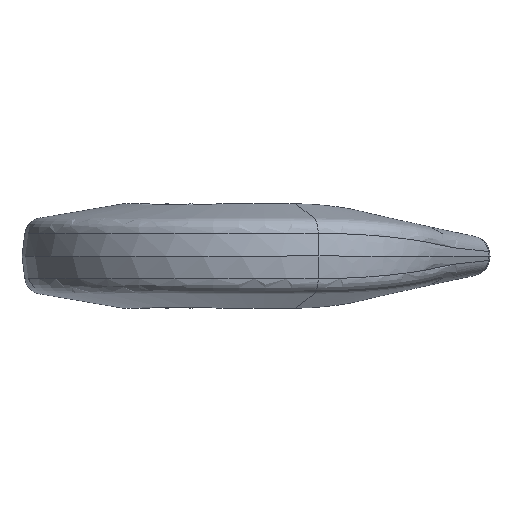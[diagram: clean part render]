
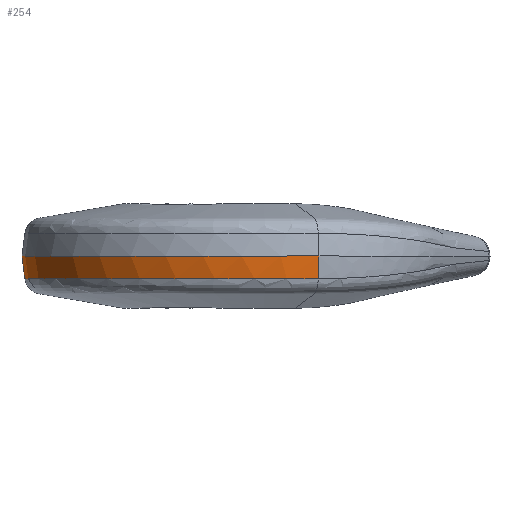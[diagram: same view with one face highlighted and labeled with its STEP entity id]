
A CAD part, front view. The second image highlights one B-rep face of the part: STEP entity #254.
In plain terms, the highlighted conical face has half-angle 7 degrees and reference radius 100 mm.
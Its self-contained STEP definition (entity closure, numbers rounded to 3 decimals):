
#254=ADVANCED_FACE('',(#706),#707,.T.);
#706=FACE_OUTER_BOUND('',#1361,.T.);
#707=CONICAL_SURFACE('',#1362,100.,0.122);
#1361=EDGE_LOOP('',(#29749,#29750,#29751,#29752));
#1362=AXIS2_PLACEMENT_3D('',#29753,#29754,#29755);
#29749=ORIENTED_EDGE('',*,*,#31358,.F.);
#29750=ORIENTED_EDGE('',*,*,#31359,.T.);
#29751=ORIENTED_EDGE('',*,*,#31360,.T.);
#29752=ORIENTED_EDGE('',*,*,#31361,.T.);
#29753=CARTESIAN_POINT('',(-4.5,-1.0,0.0));
#29754=DIRECTION('',(0.0,-0.0,1.0));
#29755=DIRECTION('',(-1.0,0.0,0.0));
#31358=EDGE_CURVE('',#32130,#32131,#32132,.T.);
#31359=EDGE_CURVE('',#32130,#32133,#32134,.T.);
#31360=EDGE_CURVE('',#32133,#32135,#32136,.T.);
#31361=EDGE_CURVE('',#32135,#32131,#32137,.T.);
#32130=VERTEX_POINT('',#33560);
#32131=VERTEX_POINT('',#33561);
#32132=LINE('',#33562,#33563);
#32133=VERTEX_POINT('',#33564);
#32134=B_SPLINE_CURVE_WITH_KNOTS('',3,(#33565,#33566,#33567,#33568,#33569,#33570,#33571,#33572,#33573,#33574,#33575,#33576,#33577,#33578,#33579,#33580,#33581,#33582,#33583,#33584,#33585,#33586,#33587,#33588,#33589,#33590,#33591,#33592,#33593,#33594,#33595,#33596,#33597,#33598,#33599,#33600,#33601,#33602,#33603,#33604,#33605,#33606,#33607,#33608,#33609,#33610,#33611,#33612,#33613,#33614,#33615,#33616,#33617,#33618,#33619,#33620,#33621,#33622,#33623,#33624,#33625,#33626,#33627,#33628,#33629,#33630,#33631,#33632,#33633,#33634,#33635,#33636,#33637,#33638,#33639,#33640,#33641,#33642,#33643),.UNSPECIFIED.,.F.,.F.,(4,3,3,3,3,3,3,3,3,3,3,3,3,3,3,3,3,3,3,3,3,3,3,3,3,3,4),(-1.,-0.969,-0.938,-0.906,-0.875,-0.844,-0.813,-0.781,-0.75,-0.719,-0.688,-0.625,-0.563,-0.5,-0.438,-0.375,-0.313,-0.281,-0.25,-0.219,-0.188,-0.156,-0.125,-0.094,-0.063,-0.031,0.0),.UNSPECIFIED.);
#32135=VERTEX_POINT('',#33644);
#32136=LINE('',#33645,#33646);
#32137=CIRCLE('',#33647,100.);
#33560=CARTESIAN_POINT('',(-103.299,-1.,-9.781));
#33561=CARTESIAN_POINT('',(-104.5,-1.,0.0));
#33562=CARTESIAN_POINT('',(-104.5,-1.,0.0));
#33563=VECTOR('',#39616,1.0);
#33564=CARTESIAN_POINT('',(23.038,-95.884,-9.781));
#33565=CARTESIAN_POINT('',(-103.29,0.353,-9.781));
#33566=CARTESIAN_POINT('',(-103.316,-1.568,-9.781));
#33567=CARTESIAN_POINT('',(-103.286,-3.49,-9.781));
#33568=CARTESIAN_POINT('',(-103.201,-5.409,-9.781));
#33569=CARTESIAN_POINT('',(-103.115,-7.329,-9.781));
#33570=CARTESIAN_POINT('',(-102.973,-9.246,-9.781));
#33571=CARTESIAN_POINT('',(-102.776,-11.157,-9.781));
#33572=CARTESIAN_POINT('',(-102.578,-13.068,-9.781));
#33573=CARTESIAN_POINT('',(-102.325,-14.974,-9.781));
#33574=CARTESIAN_POINT('',(-102.016,-16.87,-9.781));
#33575=CARTESIAN_POINT('',(-101.708,-18.767,-9.781));
#33576=CARTESIAN_POINT('',(-101.344,-20.654,-9.781));
#33577=CARTESIAN_POINT('',(-100.925,-22.529,-9.781));
#33578=CARTESIAN_POINT('',(-100.506,-24.405,-9.781));
#33579=CARTESIAN_POINT('',(-100.033,-26.268,-9.781));
#33580=CARTESIAN_POINT('',(-99.505,-28.115,-9.781));
#33581=CARTESIAN_POINT('',(-98.978,-29.963,-9.781));
#33582=CARTESIAN_POINT('',(-98.397,-31.795,-9.781));
#33583=CARTESIAN_POINT('',(-97.763,-33.609,-9.781));
#33584=CARTESIAN_POINT('',(-97.129,-35.422,-9.781));
#33585=CARTESIAN_POINT('',(-96.441,-37.218,-9.781));
#33586=CARTESIAN_POINT('',(-95.703,-38.991,-9.781));
#33587=CARTESIAN_POINT('',(-94.964,-40.765,-9.781));
#33588=CARTESIAN_POINT('',(-94.173,-42.517,-9.781));
#33589=CARTESIAN_POINT('',(-93.332,-44.245,-9.781));
#33590=CARTESIAN_POINT('',(-92.491,-45.972,-9.781));
#33591=CARTESIAN_POINT('',(-91.6,-47.675,-9.781));
#33592=CARTESIAN_POINT('',(-90.659,-49.351,-9.781));
#33593=CARTESIAN_POINT('',(-89.719,-51.026,-9.781));
#33594=CARTESIAN_POINT('',(-88.73,-52.675,-9.781));
#33595=CARTESIAN_POINT('',(-87.694,-54.293,-9.781));
#33596=CARTESIAN_POINT('',(-85.621,-57.528,-9.781));
#33597=CARTESIAN_POINT('',(-83.359,-60.643,-9.781));
#33598=CARTESIAN_POINT('',(-80.923,-63.616,-9.781));
#33599=CARTESIAN_POINT('',(-78.488,-66.588,-9.781));
#33600=CARTESIAN_POINT('',(-75.879,-69.418,-9.781));
#33601=CARTESIAN_POINT('',(-73.114,-72.087,-9.781));
#33602=CARTESIAN_POINT('',(-70.349,-74.756,-9.781));
#33603=CARTESIAN_POINT('',(-67.428,-77.263,-9.781));
#33604=CARTESIAN_POINT('',(-64.371,-79.592,-9.781));
#33605=CARTESIAN_POINT('',(-61.315,-81.92,-9.781));
#33606=CARTESIAN_POINT('',(-58.122,-84.071,-9.781));
#33607=CARTESIAN_POINT('',(-54.815,-86.028,-9.781));
#33608=CARTESIAN_POINT('',(-51.507,-87.985,-9.781));
#33609=CARTESIAN_POINT('',(-48.086,-89.748,-9.781));
#33610=CARTESIAN_POINT('',(-44.574,-91.307,-9.781));
#33611=CARTESIAN_POINT('',(-41.061,-92.866,-9.781));
#33612=CARTESIAN_POINT('',(-37.457,-94.219,-9.781));
#33613=CARTESIAN_POINT('',(-33.787,-95.358,-9.781));
#33614=CARTESIAN_POINT('',(-31.952,-95.928,-9.781));
#33615=CARTESIAN_POINT('',(-30.101,-96.444,-9.781));
#33616=CARTESIAN_POINT('',(-28.236,-96.906,-9.781));
#33617=CARTESIAN_POINT('',(-26.37,-97.367,-9.781));
#33618=CARTESIAN_POINT('',(-24.492,-97.774,-9.781));
#33619=CARTESIAN_POINT('',(-22.603,-98.126,-9.781));
#33620=CARTESIAN_POINT('',(-20.714,-98.478,-9.781));
#33621=CARTESIAN_POINT('',(-18.815,-98.775,-9.781));
#33622=CARTESIAN_POINT('',(-16.909,-99.017,-9.781));
#33623=CARTESIAN_POINT('',(-15.003,-99.258,-9.781));
#33624=CARTESIAN_POINT('',(-13.089,-99.444,-9.781));
#33625=CARTESIAN_POINT('',(-11.172,-99.574,-9.781));
#33626=CARTESIAN_POINT('',(-9.255,-99.703,-9.781));
#33627=CARTESIAN_POINT('',(-7.335,-99.777,-9.781));
#33628=CARTESIAN_POINT('',(-5.413,-99.795,-9.781));
#33629=CARTESIAN_POINT('',(-3.492,-99.813,-9.781));
#33630=CARTESIAN_POINT('',(-1.57,-99.774,-9.781));
#33631=CARTESIAN_POINT('',(0.349,-99.68,-9.781));
#33632=CARTESIAN_POINT('',(2.268,-99.586,-9.781));
#33633=CARTESIAN_POINT('',(4.184,-99.435,-9.781));
#33634=CARTESIAN_POINT('',(6.095,-99.229,-9.781));
#33635=CARTESIAN_POINT('',(8.005,-99.023,-9.781));
#33636=CARTESIAN_POINT('',(9.909,-98.762,-9.781));
#33637=CARTESIAN_POINT('',(11.804,-98.444,-9.781));
#33638=CARTESIAN_POINT('',(13.699,-98.127,-9.781));
#33639=CARTESIAN_POINT('',(15.585,-97.755,-9.781));
#33640=CARTESIAN_POINT('',(17.459,-97.328,-9.781));
#33641=CARTESIAN_POINT('',(19.332,-96.901,-9.781));
#33642=CARTESIAN_POINT('',(21.193,-96.419,-9.781));
#33643=CARTESIAN_POINT('',(23.038,-95.884,-9.781));
#33644=CARTESIAN_POINT('',(23.373,-97.037,0.));
#33645=CARTESIAN_POINT('',(23.038,-95.884,-9.781));
#33646=VECTOR('',#39617,10.0);
#33647=AXIS2_PLACEMENT_3D('',#39618,#39619,#39620);
#39616=DIRECTION('',(-0.122,0.,0.993));
#39617=DIRECTION('',(0.034,-0.117,0.993));
#39618=CARTESIAN_POINT('',(-4.5,-1.0,0.0));
#39619=DIRECTION('',(0.0,0.0,-1.0));
#39620=DIRECTION('',(1.0,0.,0.0));
